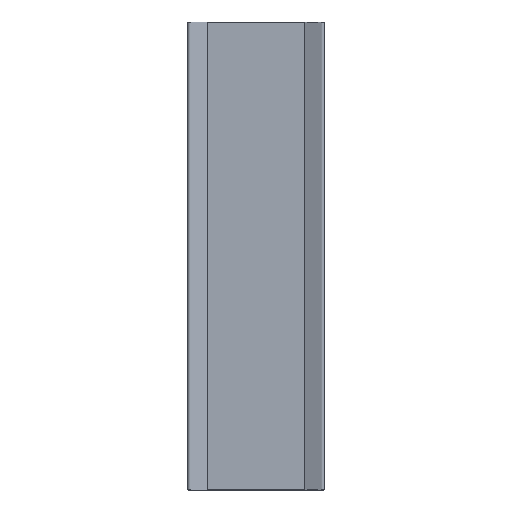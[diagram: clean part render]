
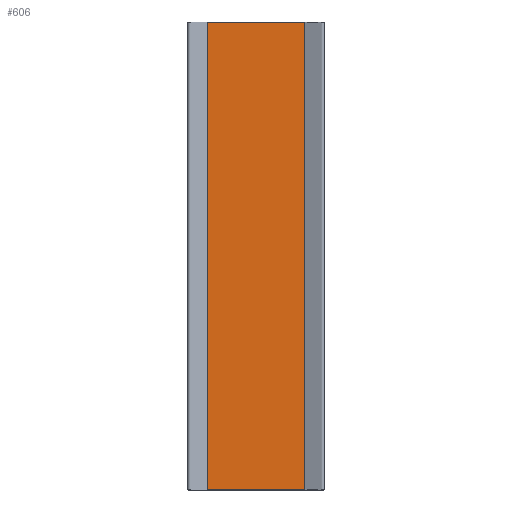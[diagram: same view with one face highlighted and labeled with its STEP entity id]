
A CAD part, top view. The second image highlights one B-rep face of the part: STEP entity #606.
In plain terms, the highlighted planar face has unit normal (0, 0, 1).
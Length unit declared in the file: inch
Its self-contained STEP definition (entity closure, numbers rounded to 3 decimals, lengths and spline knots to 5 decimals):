
#545=CARTESIAN_POINT('',(0.8175,3.06638,-0.06638));
#546=VERTEX_POINT('',#545);
#553=CARTESIAN_POINT('',(0.8175,-2.93362,-0.06638));
#554=VERTEX_POINT('',#553);
#555=CARTESIAN_POINT('',(0.8175,0.06638,-0.06638));
#556=DIRECTION('',(0.,1.,0.));
#557=VECTOR('',#556,1.);
#558=LINE('',#555,#557);
#559=EDGE_CURVE('',#554,#546,#558,.T.);
#576=CARTESIAN_POINT('',(-0.8175,3.06638,-0.06638));
#577=VERTEX_POINT('',#576);
#578=CARTESIAN_POINT('',(-0.8175,3.06638,-0.06638));
#579=DIRECTION('',(-1.,0.,0.));
#580=VECTOR('',#579,1.);
#581=LINE('',#578,#580);
#582=EDGE_CURVE('',#546,#577,#581,.T.);
#583=ORIENTED_EDGE('',*,*,#582,.T.);
#584=CARTESIAN_POINT('',(-0.8175,-2.93362,-0.06638));
#585=VERTEX_POINT('',#584);
#586=CARTESIAN_POINT('',(-0.8175,0.06638,-0.06638));
#587=DIRECTION('',(0.,-1.,0.));
#588=VECTOR('',#587,1.);
#589=LINE('',#586,#588);
#590=EDGE_CURVE('',#577,#585,#589,.T.);
#591=ORIENTED_EDGE('',*,*,#590,.T.);
#592=CARTESIAN_POINT('',(-0.8175,-2.93362,-0.06638));
#593=DIRECTION('',(1.,0.,0.));
#594=VECTOR('',#593,1.);
#595=LINE('',#592,#594);
#596=EDGE_CURVE('',#585,#554,#595,.T.);
#597=ORIENTED_EDGE('',*,*,#596,.T.);
#598=ORIENTED_EDGE('',*,*,#559,.T.);
#599=EDGE_LOOP('',(#583,#591,#597,#598));
#600=FACE_OUTER_BOUND('',#599,.T.);
#601=CARTESIAN_POINT('',(0.,0.06638,-0.06638));
#602=DIRECTION('',(0.,0.,1.));
#603=DIRECTION('',(1.,0.,0.));
#604=AXIS2_PLACEMENT_3D('',#601,#602,#603);
#605=PLANE('',#604);
#606=ADVANCED_FACE('',(#600),#605,.T.);
